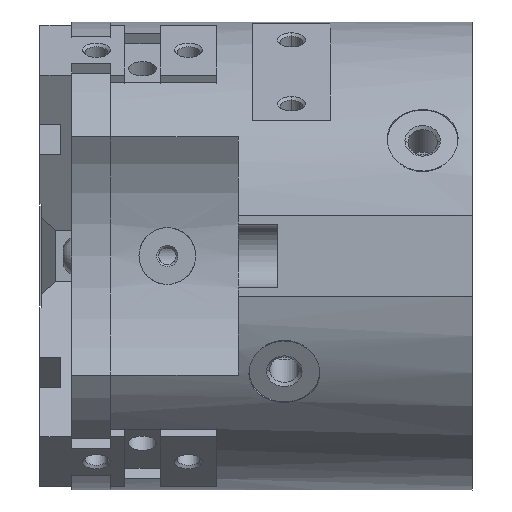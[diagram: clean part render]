
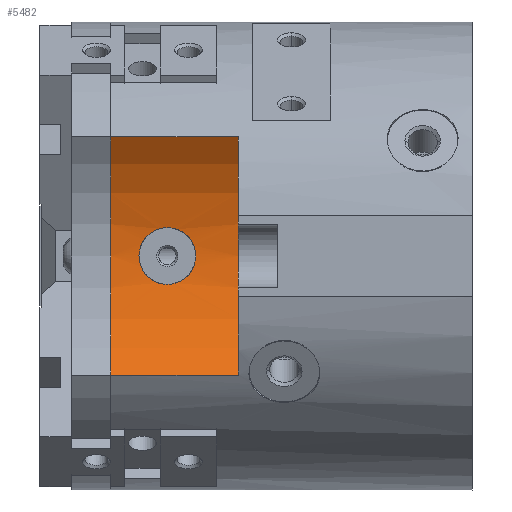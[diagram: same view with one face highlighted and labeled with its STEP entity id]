
A CAD part, left-side view. The second image highlights one B-rep face of the part: STEP entity #5482.
In plain terms, the highlighted cylindrical face has radius 28 mm (diameter 56 mm), a partial arc.
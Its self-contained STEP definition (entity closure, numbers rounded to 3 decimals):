
#2668 = VERTEX_POINT( '', #7290 );
#3548 = VERTEX_POINT( '', #8266 );
#4214 = VERTEX_POINT( '', #9012 );
#4240 = EDGE_CURVE( '', #3548, #5234, #9038, .T. );
#4514 = EDGE_CURVE( '', #6306, #3548, #9338, .T. );
#4932 = EDGE_CURVE( '', #5234, #2668, #9791, .T. );
#5184 = VERTEX_POINT( '', #10071 );
#5234 = VERTEX_POINT( '', #10125 );
#5482 = ADVANCED_FACE( '', ( #10407, #10408 ), #10409, .F. );
#5644 = EDGE_CURVE( '', #6306, #2668, #10586, .T. );
#6260 = EDGE_CURVE( '', #4214, #5184, #11277, .T. );
#6306 = VERTEX_POINT( '', #11329 );
#6778 = EDGE_CURVE( '', #5184, #4214, #11848, .T. );
#7290 = CARTESIAN_POINT( '', ( -28.402, 50.99, -16.803 ) );
#8266 = CARTESIAN_POINT( '', ( -28.402, 33., 16.803 ) );
#9012 = CARTESIAN_POINT( '', ( -23.087, 43., -4. ) );
#9038 = CIRCLE( '', #15146, 28. );
#9338 = LINE( '', #15607, #15608 );
#9791 = LINE( '', #16304, #16305 );
#10071 = CARTESIAN_POINT( '', ( -23.087, 43., 4. ) );
#10125 = CARTESIAN_POINT( '', ( -28.402, 33., -16.803 ) );
#10407 = FACE_OUTER_BOUND( '', #17205, .T. );
#10408 = FACE_BOUND( '', #17206, .T. );
#10409 = CYLINDRICAL_SURFACE( '', #17207, 28. );
#10586 = CIRCLE( '', #17501, 28. );
#11277 = B_SPLINE_CURVE_WITH_KNOTS( '', 3, ( #18613, #18614, #18615, #18616, #18617, #18618, #18619, #18620, #18621, #18622, #18623, #18624, #18625, #18626, #18627, #18628, #18629, #18630, #18631, #18632, #18633, #18634, #18635, #18636, #18637, #18638, #18639, #18640, #18641, #18642, #18643, #18644, #18645, #18646 ), .UNSPECIFIED., .F., .F., ( 4, 2, 2, 2, 2, 2, 2, 2, 2, 2, 2, 2, 2, 2, 2, 2, 4 ), ( 12.072, 12.826, 13.581, 14.335, 15.09, 15.844, 16.599, 17.353, 18.108, 18.862, 19.617, 20.371, 21.126, 21.88, 22.634, 23.389, 24.143 ), .UNSPECIFIED. );
#11329 = CARTESIAN_POINT( '', ( -28.402, 50.99, 16.803 ) );
#11848 = B_SPLINE_CURVE_WITH_KNOTS( '', 3, ( #19570, #19571, #19572, #19573, #19574, #19575, #19576, #19577, #19578, #19579, #19580, #19581, #19582, #19583, #19584, #19585, #19586, #19587, #19588, #19589, #19590, #19591, #19592, #19593, #19594, #19595, #19596, #19597, #19598, #19599, #19600, #19601, #19602, #19603 ), .UNSPECIFIED., .F., .F., ( 4, 2, 2, 2, 2, 2, 2, 2, 2, 2, 2, 2, 2, 2, 2, 2, 4 ), ( 0., 0.754, 1.509, 2.263, 3.018, 3.772, 4.527, 5.281, 6.036, 6.79, 7.545, 8.299, 9.054, 9.808, 10.563, 11.317, 12.072 ), .UNSPECIFIED. );
#15146 = AXIS2_PLACEMENT_3D( '', #22298, #22299, #22300 );
#15607 = CARTESIAN_POINT( '', ( -28.402, 56.5, 16.803 ) );
#15608 = VECTOR( '', #22654, 1. );
#16304 = CARTESIAN_POINT( '', ( -28.402, 56.5, -16.803 ) );
#16305 = VECTOR( '', #23100, 1. );
#17205 = EDGE_LOOP( '', ( #23827, #23828, #23829, #23830 ) );
#17206 = EDGE_LOOP( '', ( #23831, #23832 ) );
#17207 = AXIS2_PLACEMENT_3D( '', #23833, #23834, #23835 );
#17501 = AXIS2_PLACEMENT_3D( '', #24034, #24035, #24036 );
#18613 = CARTESIAN_POINT( '', ( -23.087, 43., -4. ) );
#18614 = CARTESIAN_POINT( '', ( -23.087, 43.251, -4. ) );
#18615 = CARTESIAN_POINT( '', ( -23.084, 43.511, -3.976 ) );
#18616 = CARTESIAN_POINT( '', ( -23.069, 44.028, -3.875 ) );
#18617 = CARTESIAN_POINT( '', ( -23.058, 44.285, -3.797 ) );
#18618 = CARTESIAN_POINT( '', ( -23.031, 44.778, -3.593 ) );
#18619 = CARTESIAN_POINT( '', ( -23.015, 45.014, -3.466 ) );
#18620 = CARTESIAN_POINT( '', ( -22.98, 45.451, -3.172 ) );
#18621 = CARTESIAN_POINT( '', ( -22.961, 45.651, -3.006 ) );
#18622 = CARTESIAN_POINT( '', ( -22.925, 46.006, -2.651 ) );
#18623 = CARTESIAN_POINT( '', ( -22.907, 46.172, -2.451 ) );
#18624 = CARTESIAN_POINT( '', ( -22.872, 46.466, -2.014 ) );
#18625 = CARTESIAN_POINT( '', ( -22.855, 46.593, -1.778 ) );
#18626 = CARTESIAN_POINT( '', ( -22.828, 46.797, -1.285 ) );
#18627 = CARTESIAN_POINT( '', ( -22.818, 46.875, -1.028 ) );
#18628 = CARTESIAN_POINT( '', ( -22.803, 46.976, -0.511 ) );
#18629 = CARTESIAN_POINT( '', ( -22.8, 47., -0.251 ) );
#18630 = CARTESIAN_POINT( '', ( -22.8, 47., 0.251 ) );
#18631 = CARTESIAN_POINT( '', ( -22.803, 46.976, 0.511 ) );
#18632 = CARTESIAN_POINT( '', ( -22.818, 46.875, 1.028 ) );
#18633 = CARTESIAN_POINT( '', ( -22.828, 46.797, 1.285 ) );
#18634 = CARTESIAN_POINT( '', ( -22.855, 46.593, 1.778 ) );
#18635 = CARTESIAN_POINT( '', ( -22.872, 46.466, 2.014 ) );
#18636 = CARTESIAN_POINT( '', ( -22.907, 46.172, 2.451 ) );
#18637 = CARTESIAN_POINT( '', ( -22.925, 46.006, 2.651 ) );
#18638 = CARTESIAN_POINT( '', ( -22.961, 45.651, 3.006 ) );
#18639 = CARTESIAN_POINT( '', ( -22.98, 45.451, 3.172 ) );
#18640 = CARTESIAN_POINT( '', ( -23.015, 45.014, 3.466 ) );
#18641 = CARTESIAN_POINT( '', ( -23.031, 44.778, 3.593 ) );
#18642 = CARTESIAN_POINT( '', ( -23.058, 44.285, 3.797 ) );
#18643 = CARTESIAN_POINT( '', ( -23.069, 44.028, 3.875 ) );
#18644 = CARTESIAN_POINT( '', ( -23.084, 43.511, 3.976 ) );
#18645 = CARTESIAN_POINT( '', ( -23.087, 43.251, 4. ) );
#18646 = CARTESIAN_POINT( '', ( -23.087, 43., 4. ) );
#19570 = CARTESIAN_POINT( '', ( -23.087, 43., 4. ) );
#19571 = CARTESIAN_POINT( '', ( -23.087, 42.749, 4. ) );
#19572 = CARTESIAN_POINT( '', ( -23.084, 42.489, 3.976 ) );
#19573 = CARTESIAN_POINT( '', ( -23.069, 41.972, 3.875 ) );
#19574 = CARTESIAN_POINT( '', ( -23.058, 41.715, 3.797 ) );
#19575 = CARTESIAN_POINT( '', ( -23.031, 41.222, 3.593 ) );
#19576 = CARTESIAN_POINT( '', ( -23.015, 40.986, 3.466 ) );
#19577 = CARTESIAN_POINT( '', ( -22.98, 40.549, 3.172 ) );
#19578 = CARTESIAN_POINT( '', ( -22.961, 40.349, 3.006 ) );
#19579 = CARTESIAN_POINT( '', ( -22.925, 39.994, 2.651 ) );
#19580 = CARTESIAN_POINT( '', ( -22.907, 39.828, 2.451 ) );
#19581 = CARTESIAN_POINT( '', ( -22.872, 39.534, 2.014 ) );
#19582 = CARTESIAN_POINT( '', ( -22.855, 39.407, 1.778 ) );
#19583 = CARTESIAN_POINT( '', ( -22.828, 39.203, 1.285 ) );
#19584 = CARTESIAN_POINT( '', ( -22.818, 39.125, 1.028 ) );
#19585 = CARTESIAN_POINT( '', ( -22.803, 39.024, 0.511 ) );
#19586 = CARTESIAN_POINT( '', ( -22.8, 39., 0.251 ) );
#19587 = CARTESIAN_POINT( '', ( -22.8, 39., -0.251 ) );
#19588 = CARTESIAN_POINT( '', ( -22.803, 39.024, -0.511 ) );
#19589 = CARTESIAN_POINT( '', ( -22.818, 39.125, -1.028 ) );
#19590 = CARTESIAN_POINT( '', ( -22.828, 39.203, -1.285 ) );
#19591 = CARTESIAN_POINT( '', ( -22.855, 39.407, -1.778 ) );
#19592 = CARTESIAN_POINT( '', ( -22.872, 39.534, -2.014 ) );
#19593 = CARTESIAN_POINT( '', ( -22.907, 39.828, -2.451 ) );
#19594 = CARTESIAN_POINT( '', ( -22.925, 39.994, -2.651 ) );
#19595 = CARTESIAN_POINT( '', ( -22.961, 40.349, -3.006 ) );
#19596 = CARTESIAN_POINT( '', ( -22.98, 40.549, -3.172 ) );
#19597 = CARTESIAN_POINT( '', ( -23.015, 40.986, -3.466 ) );
#19598 = CARTESIAN_POINT( '', ( -23.031, 41.222, -3.593 ) );
#19599 = CARTESIAN_POINT( '', ( -23.058, 41.715, -3.797 ) );
#19600 = CARTESIAN_POINT( '', ( -23.069, 41.972, -3.875 ) );
#19601 = CARTESIAN_POINT( '', ( -23.084, 42.489, -3.976 ) );
#19602 = CARTESIAN_POINT( '', ( -23.087, 42.749, -4. ) );
#19603 = CARTESIAN_POINT( '', ( -23.087, 43., -4. ) );
#22298 = CARTESIAN_POINT( '', ( -50.8, 33., 0. ) );
#22299 = DIRECTION( '', ( 0., 1., 0. ) );
#22300 = DIRECTION( '', ( 0.776, 0., -0.63 ) );
#22654 = DIRECTION( '', ( 0., -1., 0. ) );
#23100 = DIRECTION( '', ( 0., 1., 0. ) );
#23827 = ORIENTED_EDGE( '', *, *, #5644, .T. );
#23828 = ORIENTED_EDGE( '', *, *, #4932, .F. );
#23829 = ORIENTED_EDGE( '', *, *, #4240, .F. );
#23830 = ORIENTED_EDGE( '', *, *, #4514, .F. );
#23831 = ORIENTED_EDGE( '', *, *, #6778, .T. );
#23832 = ORIENTED_EDGE( '', *, *, #6260, .T. );
#23833 = CARTESIAN_POINT( '', ( -50.8, 56.5, 0. ) );
#23834 = DIRECTION( '', ( 0., 1., 0. ) );
#23835 = DIRECTION( '', ( 0.776, 0., -0.63 ) );
#24034 = CARTESIAN_POINT( '', ( -50.8, 50.99, 0. ) );
#24035 = DIRECTION( '', ( 0., 1., 0. ) );
#24036 = DIRECTION( '', ( 0.776, 0., -0.63 ) );
